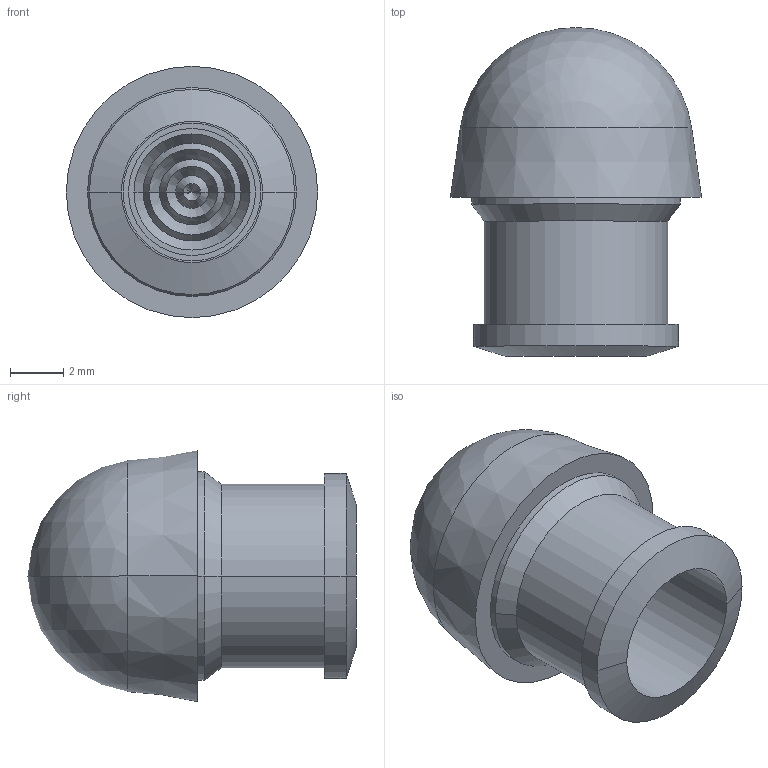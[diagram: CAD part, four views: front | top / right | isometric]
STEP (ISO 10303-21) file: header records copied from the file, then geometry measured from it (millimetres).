
FILE_DESCRIPTION (( 'STEP AP203' ), '1' );
FILE_NAME ('475x.STEP', '2016-04-05T23:04:09', ( '' ), ( '' ), 'SwSTEP 2.0', 'SolidWorks 2014', '' );
FILE_SCHEMA (( 'CONFIG_CONTROL_DESIGN' ));
Length unit declared in the file: inch
Products named in the file (1): 475x
Bounding box: 9.4 x 12.29 x 9.4 mm (x, y, z)
Volume: 308.5 mm3; surface area: 569.7 mm2
Topology: 1 solids, 1 shells, 41 faces, 82 edges, 46 vertices
Faces by surface type: cone 20, cylinder 14, plane 5, sphere 2
Entity records: 1123 total; most frequent: DIRECTION 210, CARTESIAN_POINT 168, ORIENTED_EDGE 160, AXIS2_PLACEMENT_3D 88, EDGE_CURVE 80, VERTEX_POINT 46, EDGE_LOOP 46, CIRCLE 46
